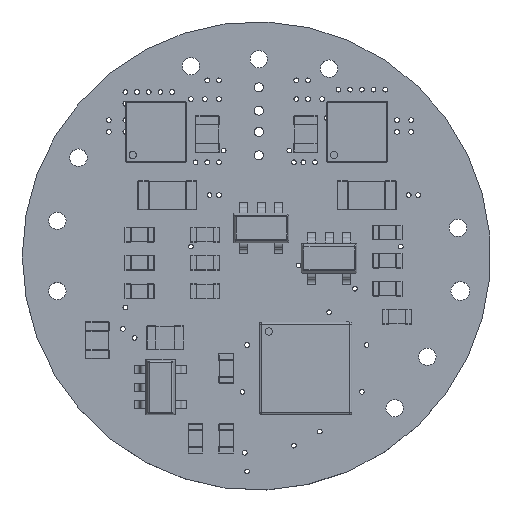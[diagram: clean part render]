
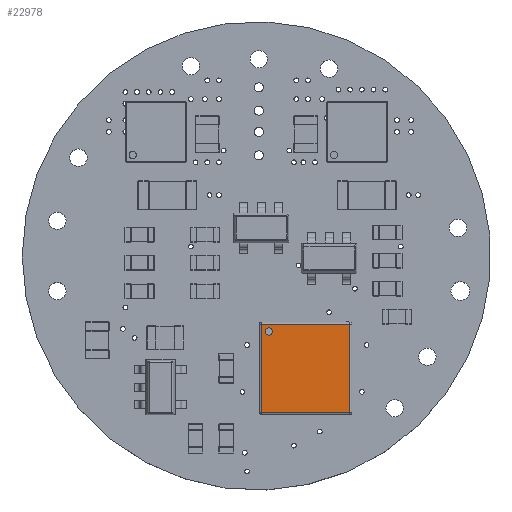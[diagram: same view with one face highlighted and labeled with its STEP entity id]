
A CAD part, top view. The second image highlights one B-rep face of the part: STEP entity #22978.
In plain terms, the highlighted planar face has unit normal (0, 0, 1).
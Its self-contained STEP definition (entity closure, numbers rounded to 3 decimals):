
#22431 = VERTEX_POINT('',#22432);
#22432 = CARTESIAN_POINT('',(-2.4,-2.4,1.));
#22439 = EDGE_CURVE('',#22431,#22440,#22442,.T.);
#22440 = VERTEX_POINT('',#22441);
#22441 = CARTESIAN_POINT('',(-2.4,2.4,1.));
#22442 = LINE('',#22443,#22444);
#22443 = CARTESIAN_POINT('',(-2.4,-2.5,1.));
#22444 = VECTOR('',#22445,1.);
#22445 = DIRECTION('',(0.,1.,0.));
#22498 = VERTEX_POINT('',#22499);
#22499 = CARTESIAN_POINT('',(2.4,-2.4,1.));
#22506 = EDGE_CURVE('',#22431,#22498,#22507,.T.);
#22507 = LINE('',#22508,#22509);
#22508 = CARTESIAN_POINT('',(-2.5,-2.4,1.));
#22509 = VECTOR('',#22510,1.);
#22510 = DIRECTION('',(1.,0.,0.));
#22523 = EDGE_CURVE('',#22440,#22524,#22526,.T.);
#22524 = VERTEX_POINT('',#22525);
#22525 = CARTESIAN_POINT('',(2.4,2.4,1.));
#22526 = LINE('',#22527,#22528);
#22527 = CARTESIAN_POINT('',(-2.5,2.4,1.));
#22528 = VECTOR('',#22529,1.);
#22529 = DIRECTION('',(1.,0.,0.));
#22583 = EDGE_CURVE('',#22498,#22524,#22584,.T.);
#22584 = LINE('',#22585,#22586);
#22585 = CARTESIAN_POINT('',(2.4,-2.5,1.));
#22586 = VECTOR('',#22587,1.);
#22587 = DIRECTION('',(0.,1.,0.));
#22978 = ADVANCED_FACE('',(#22979,#22985),#22996,.T.);
#22979 = FACE_BOUND('',#22980,.T.);
#22980 = EDGE_LOOP('',(#22981,#22982,#22983,#22984));
#22981 = ORIENTED_EDGE('',*,*,#22506,.T.);
#22982 = ORIENTED_EDGE('',*,*,#22583,.T.);
#22983 = ORIENTED_EDGE('',*,*,#22523,.F.);
#22984 = ORIENTED_EDGE('',*,*,#22439,.F.);
#22985 = FACE_BOUND('',#22986,.T.);
#22986 = EDGE_LOOP('',(#22987));
#22987 = ORIENTED_EDGE('',*,*,#22988,.F.);
#22988 = EDGE_CURVE('',#22989,#22989,#22991,.T.);
#22989 = VERTEX_POINT('',#22990);
#22990 = CARTESIAN_POINT('',(-1.8,2.,1.));
#22991 = CIRCLE('',#22992,0.2);
#22992 = AXIS2_PLACEMENT_3D('',#22993,#22994,#22995);
#22993 = CARTESIAN_POINT('',(-2.,2.,1.));
#22994 = DIRECTION('',(0.,0.,1.));
#22995 = DIRECTION('',(1.,0.,0.));
#22996 = PLANE('',#22997);
#22997 = AXIS2_PLACEMENT_3D('',#22998,#22999,#23000);
#22998 = CARTESIAN_POINT('',(-2.5,-2.5,1.));
#22999 = DIRECTION('',(0.,0.,1.));
#23000 = DIRECTION('',(1.,0.,0.));
